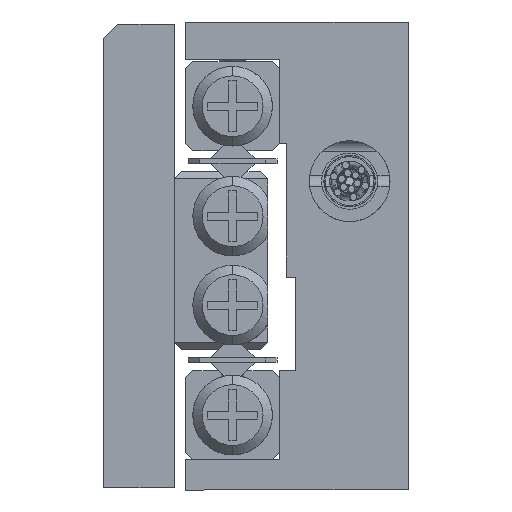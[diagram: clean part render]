
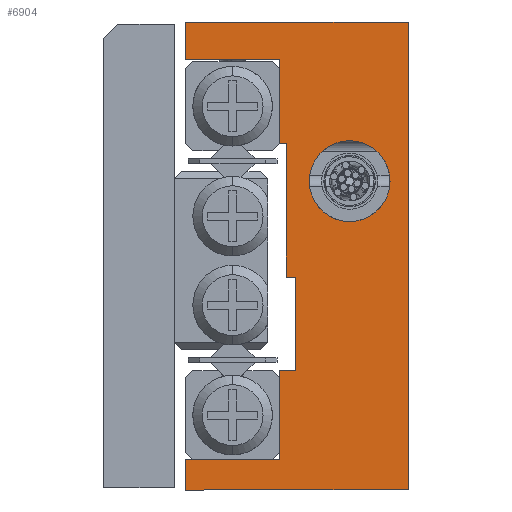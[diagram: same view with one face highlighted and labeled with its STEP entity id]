
A CAD part, left-side view. The second image highlights one B-rep face of the part: STEP entity #6904.
In plain terms, the highlighted planar face has unit normal (-1, 0, 0).
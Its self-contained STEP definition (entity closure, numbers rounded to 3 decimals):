
#181 = DIRECTION ( 'NONE',  ( 0., 0., 1. ) ) ;
#919 = CARTESIAN_POINT ( 'NONE',  ( -15., 4.8, -0.9 ) ) ;
#1138 = FACE_OUTER_BOUND ( 'NONE', #41109, .T. ) ;
#1207 = EDGE_CURVE ( 'NONE', #34376, #48218, #46578, .T. ) ;
#1232 = CARTESIAN_POINT ( 'NONE',  ( -15., 2.5, 1.473 ) ) ;
#1287 = VECTOR ( 'NONE', #24031, 1000. ) ;
#1821 = VECTOR ( 'NONE', #12726, 1000. ) ;
#2281 = VERTEX_POINT ( 'NONE', #55649 ) ;
#2467 = CARTESIAN_POINT ( 'NONE',  ( -15., 5.5, -4.9 ) ) ;
#2727 = CARTESIAN_POINT ( 'NONE',  ( -15., 9.5, -8.7 ) ) ;
#3215 = ORIENTED_EDGE ( 'NONE', *, *, #49773, .F. ) ;
#3869 = VECTOR ( 'NONE', #12355, 1000. ) ;
#4561 = CARTESIAN_POINT ( 'NONE',  ( -15., 5.5, -8.7 ) ) ;
#4730 = LINE ( 'NONE', #23300, #51895 ) ;
#4962 = DIRECTION ( 'NONE',  ( 0., -1., 0. ) ) ;
#5372 = VERTEX_POINT ( 'NONE', #42876 ) ;
#6263 = CARTESIAN_POINT ( 'NONE',  ( -15., 5.5, -10. ) ) ;
#6753 = EDGE_CURVE ( 'NONE', #52039, #2281, #26994, .T. ) ;
#6904 = ADVANCED_FACE ( 'NONE', ( #56480, #1138 ), #15120, .F. ) ;
#7991 = EDGE_CURVE ( 'NONE', #45417, #47550, #36047, .T. ) ;
#8362 = DIRECTION ( 'NONE',  ( 0., 0., -1. ) ) ;
#8706 = VECTOR ( 'NONE', #34527, 1000. ) ;
#9658 = DIRECTION ( 'NONE',  ( 0., 0., -1. ) ) ;
#9716 = ORIENTED_EDGE ( 'NONE', *, *, #42167, .F. ) ;
#10154 = DIRECTION ( 'NONE',  ( 0., -1., 0. ) ) ;
#10571 = CARTESIAN_POINT ( 'NONE',  ( -15., 5.5, -0.9 ) ) ;
#12355 = DIRECTION ( 'NONE',  ( 0., 1., 0. ) ) ;
#12695 = EDGE_CURVE ( 'NONE', #20475, #35060, #43006, .T. ) ;
#12726 = DIRECTION ( 'NONE',  ( 0., 0., 1. ) ) ;
#13953 = DIRECTION ( 'NONE',  ( 0., -1., 0. ) ) ;
#14168 = LINE ( 'NONE', #45773, #23745 ) ;
#14172 = ORIENTED_EDGE ( 'NONE', *, *, #12695, .T. ) ;
#14385 = VECTOR ( 'NONE', #42704, 1000. ) ;
#14902 = EDGE_CURVE ( 'NONE', #37132, #45417, #51686, .T. ) ;
#15120 = PLANE ( 'NONE',  #37769 ) ;
#15316 = EDGE_CURVE ( 'NONE', #20475, #2281, #60008, .T. ) ;
#15981 = LINE ( 'NONE', #6263, #8706 ) ;
#16354 = CARTESIAN_POINT ( 'NONE',  ( -15., 5.5, -10. ) ) ;
#16412 = DIRECTION ( 'NONE',  ( 0., 0., 1. ) ) ;
#16418 = VERTEX_POINT ( 'NONE', #2467 ) ;
#18073 = AXIS2_PLACEMENT_3D ( 'NONE', #24947, #49224, #16412 ) ;
#18609 = VERTEX_POINT ( 'NONE', #30446 ) ;
#19272 = CARTESIAN_POINT ( 'NONE',  ( -15., 5.2, -0.9 ) ) ;
#19736 = LINE ( 'NONE', #47379, #30539 ) ;
#20475 = VERTEX_POINT ( 'NONE', #42471 ) ;
#21315 = AXIS2_PLACEMENT_3D ( 'NONE', #51475, #42357, #46895 ) ;
#21511 = LINE ( 'NONE', #35188, #44686 ) ;
#22948 = CIRCLE ( 'NONE', #18073, 1.727 ) ;
#23148 = EDGE_CURVE ( 'NONE', #25481, #37592, #38251, .T. ) ;
#23300 = CARTESIAN_POINT ( 'NONE',  ( -15., 5.5, -10. ) ) ;
#23745 = VECTOR ( 'NONE', #28155, 1000. ) ;
#24031 = DIRECTION ( 'NONE',  ( 0., 1., 0. ) ) ;
#24551 = DIRECTION ( 'NONE',  ( 1., 0., 0. ) ) ;
#24947 = CARTESIAN_POINT ( 'NONE',  ( -15., 2.5, 3.2 ) ) ;
#25364 = EDGE_CURVE ( 'NONE', #16418, #5372, #41149, .T. ) ;
#25481 = VERTEX_POINT ( 'NONE', #19272 ) ;
#26994 = LINE ( 'NONE', #37337, #1821 ) ;
#27501 = CARTESIAN_POINT ( 'NONE',  ( -15., 9.5, 8.4 ) ) ;
#28155 = DIRECTION ( 'NONE',  ( 0., -1., 0. ) ) ;
#28359 = CARTESIAN_POINT ( 'NONE',  ( -15., 5.5, 4.8 ) ) ;
#28516 = EDGE_CURVE ( 'NONE', #47652, #45593, #22948, .T. ) ;
#28586 = CARTESIAN_POINT ( 'NONE',  ( -15., 5.5, -8.7 ) ) ;
#28588 = VECTOR ( 'NONE', #58904, 1000. ) ;
#29446 = DIRECTION ( 'NONE',  ( 0., 0., -1. ) ) ;
#30446 = CARTESIAN_POINT ( 'NONE',  ( -15., 5.5, 8.4 ) ) ;
#30539 = VECTOR ( 'NONE', #29446, 1000. ) ;
#30703 = CARTESIAN_POINT ( 'NONE',  ( -15., 2.5, 4.927 ) ) ;
#30996 = CARTESIAN_POINT ( 'NONE',  ( -15., 5.5, 4.8 ) ) ;
#33625 = ORIENTED_EDGE ( 'NONE', *, *, #14902, .T. ) ;
#33853 = ORIENTED_EDGE ( 'NONE', *, *, #25364, .F. ) ;
#34280 = EDGE_CURVE ( 'NONE', #48218, #18609, #15981, .T. ) ;
#34376 = VERTEX_POINT ( 'NONE', #39405 ) ;
#34527 = DIRECTION ( 'NONE',  ( 0., 0., 1. ) ) ;
#35060 = VERTEX_POINT ( 'NONE', #27501 ) ;
#35188 = CARTESIAN_POINT ( 'NONE',  ( -15., 5.2, 4.8 ) ) ;
#36047 = LINE ( 'NONE', #54593, #38797 ) ;
#36901 = CARTESIAN_POINT ( 'NONE',  ( -15., 5.5, -4.9 ) ) ;
#37132 = VERTEX_POINT ( 'NONE', #4561 ) ;
#37337 = CARTESIAN_POINT ( 'NONE',  ( -15., 0., -10. ) ) ;
#37524 = CARTESIAN_POINT ( 'NONE',  ( -15., 5.5, 10. ) ) ;
#37592 = VERTEX_POINT ( 'NONE', #919 ) ;
#37734 = ORIENTED_EDGE ( 'NONE', *, *, #49633, .T. ) ;
#37769 = AXIS2_PLACEMENT_3D ( 'NONE', #42491, #24551, #9658 ) ;
#38251 = LINE ( 'NONE', #10571, #50796 ) ;
#38797 = VECTOR ( 'NONE', #8362, 1000. ) ;
#39152 = ORIENTED_EDGE ( 'NONE', *, *, #34280, .F. ) ;
#39161 = ORIENTED_EDGE ( 'NONE', *, *, #39468, .F. ) ;
#39405 = CARTESIAN_POINT ( 'NONE',  ( -15., 5.2, 4.8 ) ) ;
#39468 = EDGE_CURVE ( 'NONE', #45593, #47652, #49455, .T. ) ;
#40375 = LINE ( 'NONE', #16354, #28588 ) ;
#41109 = EDGE_LOOP ( 'NONE', ( #43287, #33853, #3215, #33625, #44749, #58980, #41630, #50448, #14172, #37734, #39152, #55693, #9716, #52550 ) ) ;
#41149 = LINE ( 'NONE', #36901, #43222 ) ;
#41487 = CARTESIAN_POINT ( 'NONE',  ( -15., 0., -10. ) ) ;
#41630 = ORIENTED_EDGE ( 'NONE', *, *, #6753, .T. ) ;
#42167 = EDGE_CURVE ( 'NONE', #25481, #34376, #21511, .T. ) ;
#42357 = DIRECTION ( 'NONE',  ( -1., 0., 0. ) ) ;
#42471 = CARTESIAN_POINT ( 'NONE',  ( -15., 9.5, 10. ) ) ;
#42491 = CARTESIAN_POINT ( 'NONE',  ( -15., 5.5, -10. ) ) ;
#42704 = DIRECTION ( 'NONE',  ( 0., 0., -1. ) ) ;
#42876 = CARTESIAN_POINT ( 'NONE',  ( -15., 4.8, -4.9 ) ) ;
#43006 = LINE ( 'NONE', #52715, #14385 ) ;
#43222 = VECTOR ( 'NONE', #4962, 1000. ) ;
#43287 = ORIENTED_EDGE ( 'NONE', *, *, #58976, .T. ) ;
#44686 = VECTOR ( 'NONE', #53736, 1000. ) ;
#44749 = ORIENTED_EDGE ( 'NONE', *, *, #7991, .T. ) ;
#45417 = VERTEX_POINT ( 'NONE', #2727 ) ;
#45593 = VERTEX_POINT ( 'NONE', #30703 ) ;
#45773 = CARTESIAN_POINT ( 'NONE',  ( -15., 5.5, 8.4 ) ) ;
#46578 = LINE ( 'NONE', #28359, #3869 ) ;
#46895 = DIRECTION ( 'NONE',  ( 0., 0., 1. ) ) ;
#47379 = CARTESIAN_POINT ( 'NONE',  ( -15., 4.8, -10. ) ) ;
#47550 = VERTEX_POINT ( 'NONE', #55358 ) ;
#47652 = VERTEX_POINT ( 'NONE', #1232 ) ;
#48218 = VERTEX_POINT ( 'NONE', #30996 ) ;
#48798 = EDGE_LOOP ( 'NONE', ( #39161, #59786 ) ) ;
#49224 = DIRECTION ( 'NONE',  ( -1., 0., 0. ) ) ;
#49455 = CIRCLE ( 'NONE', #21315, 1.727 ) ;
#49633 = EDGE_CURVE ( 'NONE', #35060, #18609, #14168, .T. ) ;
#49773 = EDGE_CURVE ( 'NONE', #37132, #16418, #4730, .T. ) ;
#50448 = ORIENTED_EDGE ( 'NONE', *, *, #15316, .F. ) ;
#50787 = VECTOR ( 'NONE', #10154, 1000. ) ;
#50796 = VECTOR ( 'NONE', #13953, 1000. ) ;
#51475 = CARTESIAN_POINT ( 'NONE',  ( -15., 2.5, 3.2 ) ) ;
#51686 = LINE ( 'NONE', #28586, #1287 ) ;
#51895 = VECTOR ( 'NONE', #181, 1000. ) ;
#52039 = VERTEX_POINT ( 'NONE', #41487 ) ;
#52550 = ORIENTED_EDGE ( 'NONE', *, *, #23148, .T. ) ;
#52715 = CARTESIAN_POINT ( 'NONE',  ( -15., 9.5, 10. ) ) ;
#53736 = DIRECTION ( 'NONE',  ( 0., 0., 1. ) ) ;
#54593 = CARTESIAN_POINT ( 'NONE',  ( -15., 9.5, -10. ) ) ;
#55358 = CARTESIAN_POINT ( 'NONE',  ( -15., 9.5, -10. ) ) ;
#55649 = CARTESIAN_POINT ( 'NONE',  ( -15., 0., 10. ) ) ;
#55693 = ORIENTED_EDGE ( 'NONE', *, *, #1207, .F. ) ;
#56480 = FACE_BOUND ( 'NONE', #48798, .T. ) ;
#58904 = DIRECTION ( 'NONE',  ( 0., -1., 0. ) ) ;
#58976 = EDGE_CURVE ( 'NONE', #37592, #5372, #19736, .T. ) ;
#58980 = ORIENTED_EDGE ( 'NONE', *, *, #59482, .T. ) ;
#59482 = EDGE_CURVE ( 'NONE', #47550, #52039, #40375, .T. ) ;
#59786 = ORIENTED_EDGE ( 'NONE', *, *, #28516, .F. ) ;
#60008 = LINE ( 'NONE', #37524, #50787 ) ;
